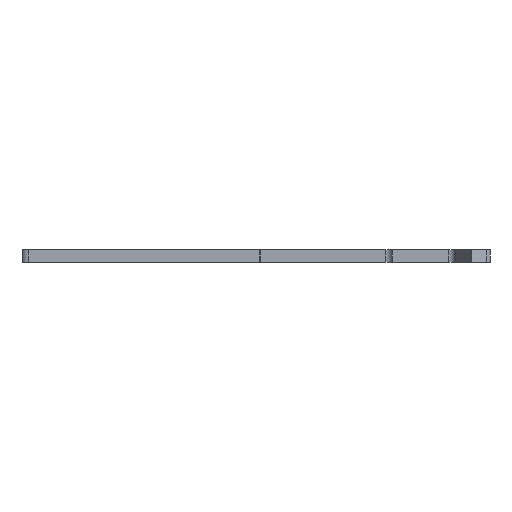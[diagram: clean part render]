
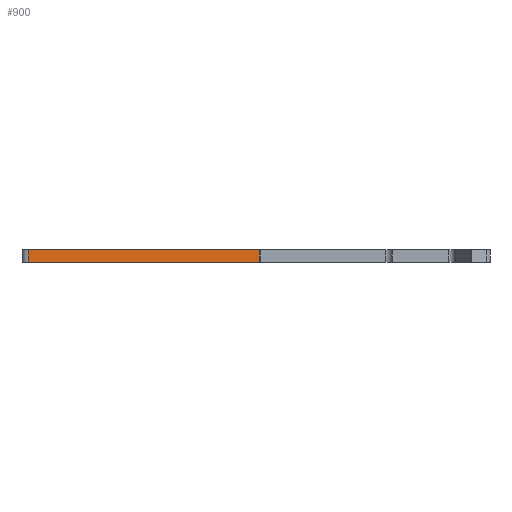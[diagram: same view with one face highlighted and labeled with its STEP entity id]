
A CAD part, left-side view. The second image highlights one B-rep face of the part: STEP entity #900.
In plain terms, the highlighted planar face has unit normal (-1, 0, 0).
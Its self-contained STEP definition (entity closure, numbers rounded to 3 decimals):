
#818 = EDGE_CURVE('',#819,#821,#823,.T.);
#819 = VERTEX_POINT('',#820);
#820 = CARTESIAN_POINT('',(81.438,-91.277,0.));
#821 = VERTEX_POINT('',#822);
#822 = CARTESIAN_POINT('',(81.438,-91.277,3.));
#823 = SURFACE_CURVE('',#824,(#828,#840),.PCURVE_S1.);
#824 = LINE('',#825,#826);
#825 = CARTESIAN_POINT('',(81.438,-91.277,0.));
#826 = VECTOR('',#827,1.);
#827 = DIRECTION('',(0.,0.,1.));
#828 = PCURVE('',#829,#834);
#829 = CYLINDRICAL_SURFACE('',#830,1.5);
#830 = AXIS2_PLACEMENT_3D('',#831,#832,#833);
#831 = CARTESIAN_POINT('',(82.938,-91.277,0.));
#832 = DIRECTION('',(0.,0.,-1.));
#833 = DIRECTION('',(0.,1.,0.));
#834 = DEFINITIONAL_REPRESENTATION('',(#835),#839);
#835 = LINE('',#836,#837);
#836 = CARTESIAN_POINT('',(-1.571,0.));
#837 = VECTOR('',#838,1.);
#838 = DIRECTION('',(-0.,-1.));
#839 = ( GEOMETRIC_REPRESENTATION_CONTEXT(2) 
PARAMETRIC_REPRESENTATION_CONTEXT() REPRESENTATION_CONTEXT('2D SPACE',''
  ) );
#840 = PCURVE('',#841,#846);
#841 = PLANE('',#842);
#842 = AXIS2_PLACEMENT_3D('',#843,#844,#845);
#843 = CARTESIAN_POINT('',(81.438,-91.277,0.));
#844 = DIRECTION('',(-1.,0.,0.));
#845 = DIRECTION('',(0.,1.,0.));
#846 = DEFINITIONAL_REPRESENTATION('',(#847),#851);
#847 = LINE('',#848,#849);
#848 = CARTESIAN_POINT('',(0.,0.));
#849 = VECTOR('',#850,1.);
#850 = DIRECTION('',(0.,-1.));
#851 = ( GEOMETRIC_REPRESENTATION_CONTEXT(2) 
PARAMETRIC_REPRESENTATION_CONTEXT() REPRESENTATION_CONTEXT('2D SPACE',''
  ) );
#900 = ADVANCED_FACE('',(#901),#841,.T.);
#901 = FACE_BOUND('',#902,.T.);
#902 = EDGE_LOOP('',(#903,#904,#920,#948));
#903 = ORIENTED_EDGE('',*,*,#818,.T.);
#904 = ORIENTED_EDGE('',*,*,#905,.T.);
#905 = EDGE_CURVE('',#821,#906,#908,.T.);
#906 = VERTEX_POINT('',#907);
#907 = CARTESIAN_POINT('',(81.438,-37.087,3.));
#908 = SURFACE_CURVE('',#909,(#913),.PCURVE_S1.);
#909 = LINE('',#910,#911);
#910 = CARTESIAN_POINT('',(81.438,-91.277,3.));
#911 = VECTOR('',#912,1.);
#912 = DIRECTION('',(0.,1.,0.));
#913 = PCURVE('',#841,#914);
#914 = DEFINITIONAL_REPRESENTATION('',(#915),#919);
#915 = LINE('',#916,#917);
#916 = CARTESIAN_POINT('',(0.,-3.));
#917 = VECTOR('',#918,1.);
#918 = DIRECTION('',(1.,0.));
#919 = ( GEOMETRIC_REPRESENTATION_CONTEXT(2) 
PARAMETRIC_REPRESENTATION_CONTEXT() REPRESENTATION_CONTEXT('2D SPACE',''
  ) );
#920 = ORIENTED_EDGE('',*,*,#921,.F.);
#921 = EDGE_CURVE('',#922,#906,#924,.T.);
#922 = VERTEX_POINT('',#923);
#923 = CARTESIAN_POINT('',(81.438,-37.087,0.));
#924 = SURFACE_CURVE('',#925,(#929,#936),.PCURVE_S1.);
#925 = LINE('',#926,#927);
#926 = CARTESIAN_POINT('',(81.438,-37.087,0.));
#927 = VECTOR('',#928,1.);
#928 = DIRECTION('',(0.,0.,1.));
#929 = PCURVE('',#841,#930);
#930 = DEFINITIONAL_REPRESENTATION('',(#931),#935);
#931 = LINE('',#932,#933);
#932 = CARTESIAN_POINT('',(54.19,0.));
#933 = VECTOR('',#934,1.);
#934 = DIRECTION('',(0.,-1.));
#935 = ( GEOMETRIC_REPRESENTATION_CONTEXT(2) 
PARAMETRIC_REPRESENTATION_CONTEXT() REPRESENTATION_CONTEXT('2D SPACE',''
  ) );
#936 = PCURVE('',#937,#942);
#937 = CYLINDRICAL_SURFACE('',#938,1.5);
#938 = AXIS2_PLACEMENT_3D('',#939,#940,#941);
#939 = CARTESIAN_POINT('',(82.938,-37.087,0.));
#940 = DIRECTION('',(-0.,-0.,-1.));
#941 = DIRECTION('',(1.,0.,0.));
#942 = DEFINITIONAL_REPRESENTATION('',(#943),#947);
#943 = LINE('',#944,#945);
#944 = CARTESIAN_POINT('',(-3.142,0.));
#945 = VECTOR('',#946,1.);
#946 = DIRECTION('',(-0.,-1.));
#947 = ( GEOMETRIC_REPRESENTATION_CONTEXT(2) 
PARAMETRIC_REPRESENTATION_CONTEXT() REPRESENTATION_CONTEXT('2D SPACE',''
  ) );
#948 = ORIENTED_EDGE('',*,*,#949,.F.);
#949 = EDGE_CURVE('',#819,#922,#950,.T.);
#950 = SURFACE_CURVE('',#951,(#955),.PCURVE_S1.);
#951 = LINE('',#952,#953);
#952 = CARTESIAN_POINT('',(81.438,-91.277,0.));
#953 = VECTOR('',#954,1.);
#954 = DIRECTION('',(0.,1.,0.));
#955 = PCURVE('',#841,#956);
#956 = DEFINITIONAL_REPRESENTATION('',(#957),#961);
#957 = LINE('',#958,#959);
#958 = CARTESIAN_POINT('',(0.,0.));
#959 = VECTOR('',#960,1.);
#960 = DIRECTION('',(1.,0.));
#961 = ( GEOMETRIC_REPRESENTATION_CONTEXT(2) 
PARAMETRIC_REPRESENTATION_CONTEXT() REPRESENTATION_CONTEXT('2D SPACE',''
  ) );
